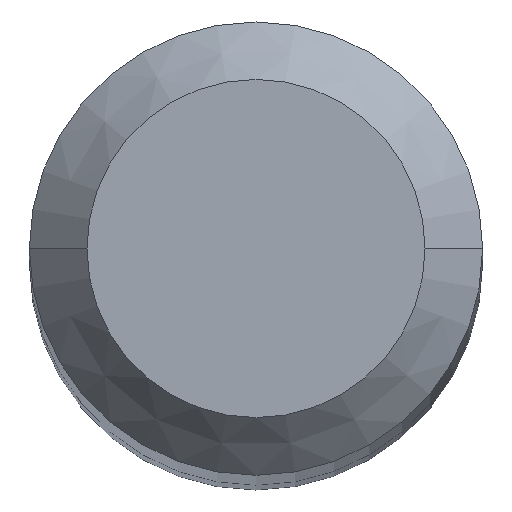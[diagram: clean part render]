
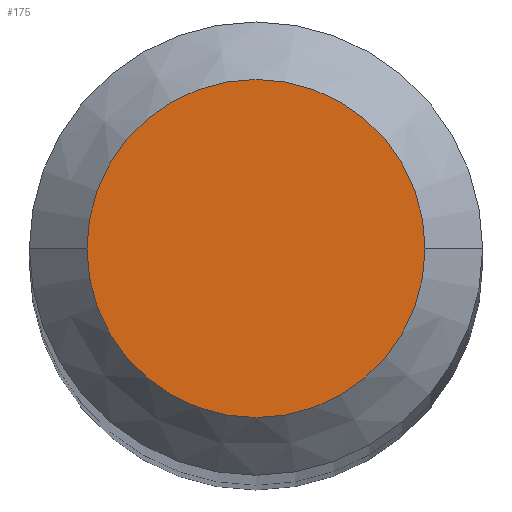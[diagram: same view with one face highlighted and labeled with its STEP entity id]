
A CAD part, top view. The second image highlights one B-rep face of the part: STEP entity #175.
In plain terms, the highlighted planar face has unit normal (0, 0, 1).
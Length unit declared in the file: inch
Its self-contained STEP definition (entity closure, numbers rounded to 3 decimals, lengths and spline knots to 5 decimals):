
#1 = DIRECTION ( 'NONE',  ( 0., 0., 1. ) ) ;
#3 = CARTESIAN_POINT ( 'NONE',  ( -0.05875, 0., 0. ) ) ;
#29 = CARTESIAN_POINT ( 'NONE',  ( 0., 0., 0. ) ) ;
#30 = DIRECTION ( 'NONE',  ( 0., 0., -1. ) ) ;
#39 = AXIS2_PLACEMENT_3D ( 'NONE', #267, #30, #313 ) ;
#87 = AXIS2_PLACEMENT_3D ( 'NONE', #29, #343, #92 ) ;
#92 = DIRECTION ( 'NONE',  ( 1., 0., 0. ) ) ;
#96 = VERTEX_POINT ( 'NONE', #3 ) ;
#97 = PLANE ( 'NONE',  #39 ) ;
#135 = AXIS2_PLACEMENT_3D ( 'NONE', #311, #1, #263 ) ;
#142 = CARTESIAN_POINT ( 'NONE',  ( 0.05875, 0., 0. ) ) ;
#149 = FACE_OUTER_BOUND ( 'NONE', #222, .T. ) ;
#175 = ADVANCED_FACE ( 'NONE', ( #149 ), #97, .F. ) ;
#182 = EDGE_CURVE ( 'NONE', #213, #96, #242, .T. ) ;
#207 = EDGE_CURVE ( 'NONE', #96, #213, #318, .T. ) ;
#213 = VERTEX_POINT ( 'NONE', #142 ) ;
#222 = EDGE_LOOP ( 'NONE', ( #251, #365 ) ) ;
#242 = CIRCLE ( 'NONE', #87, 0.05875 ) ;
#251 = ORIENTED_EDGE ( 'NONE', *, *, #207, .T. ) ;
#263 = DIRECTION ( 'NONE',  ( 1., 0., 0. ) ) ;
#267 = CARTESIAN_POINT ( 'NONE',  ( 0., 0.05875, 0. ) ) ;
#311 = CARTESIAN_POINT ( 'NONE',  ( 0., 0., 0. ) ) ;
#313 = DIRECTION ( 'NONE',  ( -1., 0., 0. ) ) ;
#318 = CIRCLE ( 'NONE', #135, 0.05875 ) ;
#343 = DIRECTION ( 'NONE',  ( 0., 0., 1. ) ) ;
#365 = ORIENTED_EDGE ( 'NONE', *, *, #182, .T. ) ;
